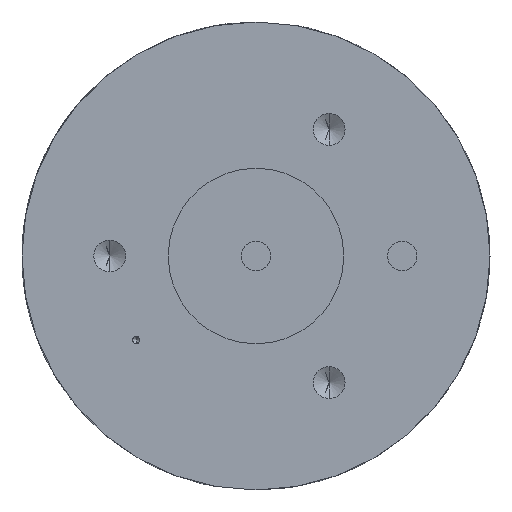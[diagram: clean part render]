
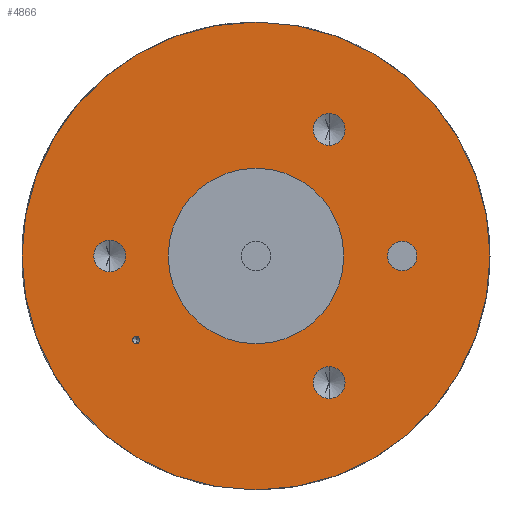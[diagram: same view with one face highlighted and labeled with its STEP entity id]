
A CAD part, front view. The second image highlights one B-rep face of the part: STEP entity #4866.
In plain terms, the highlighted planar face has unit normal (0, -1, 0).
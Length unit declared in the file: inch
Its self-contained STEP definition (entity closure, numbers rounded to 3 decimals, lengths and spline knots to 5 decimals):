
#87 = CIRCLE ( 'NONE', #5505, 1. ) ;
#183 = AXIS2_PLACEMENT_3D ( 'NONE', #2337, #6943, #3006 ) ;
#241 = CARTESIAN_POINT ( 'NONE',  ( -0.05401, -1.29943, 0.14411 ) ) ;
#315 = FACE_BOUND ( 'NONE', #3282, .T. ) ;
#322 = CARTESIAN_POINT ( 'NONE',  ( -0.05401, -1.29943, -0.23089 ) ) ;
#435 = DIRECTION ( 'NONE',  ( 0., 0., 1. ) ) ;
#503 = CARTESIAN_POINT ( 'NONE',  ( 0.57099, -1.29943, -0.23089 ) ) ;
#538 = ORIENTED_EDGE ( 'NONE', *, *, #6232, .F. ) ;
#585 = EDGE_LOOP ( 'NONE', ( #1828, #8117 ) ) ;
#689 = AXIS2_PLACEMENT_3D ( 'NONE', #4682, #711, #5333 ) ;
#711 = DIRECTION ( 'NONE',  ( 0., 1., 0. ) ) ;
#731 = AXIS2_PLACEMENT_3D ( 'NONE', #3800, #8389, #4476 ) ;
#909 = DIRECTION ( 'NONE',  ( 0., -1., 0. ) ) ;
#967 = VERTEX_POINT ( 'NONE', #2012 ) ;
#1068 = CARTESIAN_POINT ( 'NONE',  ( 0.25849, -1.29943, 0.37837 ) ) ;
#1071 = CARTESIAN_POINT ( 'NONE',  ( -0.05401, -1.29943, -0.23089 ) ) ;
#1075 = VERTEX_POINT ( 'NONE', #7318 ) ;
#1078 = AXIS2_PLACEMENT_3D ( 'NONE', #503, #5138, #1178 ) ;
#1121 = DIRECTION ( 'NONE',  ( 0., -1., 0. ) ) ;
#1169 = EDGE_LOOP ( 'NONE', ( #2158, #3872 ) ) ;
#1178 = DIRECTION ( 'NONE',  ( 0., 0., 1. ) ) ;
#1216 = VERTEX_POINT ( 'NONE', #7041 ) ;
#1345 = AXIS2_PLACEMENT_3D ( 'NONE', #2104, #6707, #2776 ) ;
#1473 = AXIS2_PLACEMENT_3D ( 'NONE', #3419, #7996, #4079 ) ;
#1551 = CIRCLE ( 'NONE', #7539, 0.01562 ) ;
#1668 = DIRECTION ( 'NONE',  ( 0., 0., 1. ) ) ;
#1683 = DIRECTION ( 'NONE',  ( 0., -1., 0. ) ) ;
#1684 = CARTESIAN_POINT ( 'NONE',  ( 0.57099, -1.29943, -0.16814 ) ) ;
#1742 = DIRECTION ( 'NONE',  ( 0., 0., 1. ) ) ;
#1753 = EDGE_CURVE ( 'NONE', #967, #7452, #4690, .T. ) ;
#1785 = CARTESIAN_POINT ( 'NONE',  ( -0.05401, -1.29943, -0.60589 ) ) ;
#1816 = CARTESIAN_POINT ( 'NONE',  ( 0.25849, -1.29943, -0.70416 ) ) ;
#1828 = ORIENTED_EDGE ( 'NONE', *, *, #7643, .F. ) ;
#1874 = FACE_BOUND ( 'NONE', #1169, .T. ) ;
#1946 = CARTESIAN_POINT ( 'NONE',  ( -0.67901, -1.29943, -0.23089 ) ) ;
#1952 = VERTEX_POINT ( 'NONE', #1785 ) ;
#1975 = CARTESIAN_POINT ( 'NONE',  ( -0.05401, -1.29943, -1.23089 ) ) ;
#2012 = CARTESIAN_POINT ( 'NONE',  ( 0.25849, -1.29943, -0.84016 ) ) ;
#2062 = EDGE_CURVE ( 'NONE', #3816, #8472, #2533, .T. ) ;
#2104 = CARTESIAN_POINT ( 'NONE',  ( -0.05401, -1.29943, -0.23089 ) ) ;
#2158 = ORIENTED_EDGE ( 'NONE', *, *, #5610, .T. ) ;
#2192 = VERTEX_POINT ( 'NONE', #5596 ) ;
#2337 = CARTESIAN_POINT ( 'NONE',  ( 0.25849, -1.29943, 0.31037 ) ) ;
#2378 = CIRCLE ( 'NONE', #1345, 0.375 ) ;
#2444 = VERTEX_POINT ( 'NONE', #7468 ) ;
#2485 = EDGE_CURVE ( 'NONE', #7193, #2444, #6533, .T. ) ;
#2533 = CIRCLE ( 'NONE', #689, 0.06275 ) ;
#2546 = CARTESIAN_POINT ( 'NONE',  ( -0.05401, -1.29943, -0.23089 ) ) ;
#2567 = CIRCLE ( 'NONE', #1473, 0.068 ) ;
#2600 = ORIENTED_EDGE ( 'NONE', *, *, #3337, .F. ) ;
#2608 = DIRECTION ( 'NONE',  ( 0., 0., -1. ) ) ;
#2683 = CIRCLE ( 'NONE', #1078, 0.06275 ) ;
#2776 = DIRECTION ( 'NONE',  ( 0., 0., 1. ) ) ;
#2897 = CIRCLE ( 'NONE', #7948, 0.068 ) ;
#3006 = DIRECTION ( 'NONE',  ( 0., 0., -1. ) ) ;
#3061 = CARTESIAN_POINT ( 'NONE',  ( -0.56598, -1.29943, -0.58938 ) ) ;
#3144 = VERTEX_POINT ( 'NONE', #6683 ) ;
#3202 = EDGE_LOOP ( 'NONE', ( #4591, #7186 ) ) ;
#3210 = DIRECTION ( 'NONE',  ( 0., 0., 1. ) ) ;
#3282 = EDGE_LOOP ( 'NONE', ( #5918, #4652 ) ) ;
#3337 = EDGE_CURVE ( 'NONE', #7452, #967, #4660, .T. ) ;
#3351 = AXIS2_PLACEMENT_3D ( 'NONE', #1071, #5686, #1742 ) ;
#3356 = VERTEX_POINT ( 'NONE', #241 ) ;
#3416 = CIRCLE ( 'NONE', #5922, 0.375 ) ;
#3419 = CARTESIAN_POINT ( 'NONE',  ( 0.25849, -1.29943, 0.31037 ) ) ;
#3639 = FACE_BOUND ( 'NONE', #4515, .T. ) ;
#3726 = DIRECTION ( 'NONE',  ( 0., 0., -1. ) ) ;
#3800 = CARTESIAN_POINT ( 'NONE',  ( -0.67901, -1.29943, -0.23089 ) ) ;
#3816 = VERTEX_POINT ( 'NONE', #8232 ) ;
#3828 = CARTESIAN_POINT ( 'NONE',  ( -0.67901, -1.29943, -0.29889 ) ) ;
#3830 = FACE_BOUND ( 'NONE', #6300, .T. ) ;
#3840 = EDGE_CURVE ( 'NONE', #2192, #1075, #5371, .T. ) ;
#3872 = ORIENTED_EDGE ( 'NONE', *, *, #5024, .T. ) ;
#3931 = CIRCLE ( 'NONE', #183, 0.068 ) ;
#4079 = DIRECTION ( 'NONE',  ( 0., 0., -1. ) ) ;
#4080 = AXIS2_PLACEMENT_3D ( 'NONE', #4880, #909, #5532 ) ;
#4102 = ORIENTED_EDGE ( 'NONE', *, *, #6323, .F. ) ;
#4321 = EDGE_CURVE ( 'NONE', #5719, #3144, #3931, .T. ) ;
#4415 = DIRECTION ( 'NONE',  ( 0., 1., 0. ) ) ;
#4421 = EDGE_CURVE ( 'NONE', #8472, #3816, #2683, .T. ) ;
#4453 = EDGE_LOOP ( 'NONE', ( #5954, #2600 ) ) ;
#4476 = DIRECTION ( 'NONE',  ( 0., 0., -1. ) ) ;
#4515 = EDGE_LOOP ( 'NONE', ( #4102, #538 ) ) ;
#4591 = ORIENTED_EDGE ( 'NONE', *, *, #2485, .F. ) ;
#4652 = ORIENTED_EDGE ( 'NONE', *, *, #4421, .T. ) ;
#4660 = CIRCLE ( 'NONE', #4080, 0.068 ) ;
#4682 = CARTESIAN_POINT ( 'NONE',  ( 0.57099, -1.29943, -0.23089 ) ) ;
#4690 = CIRCLE ( 'NONE', #7908, 0.068 ) ;
#4866 = ADVANCED_FACE ( 'NONE', ( #3830, #315, #5786, #7118, #5364, #3639, #1874 ), #4961, .F. ) ;
#4880 = CARTESIAN_POINT ( 'NONE',  ( 0.25849, -1.29943, -0.77216 ) ) ;
#4961 = PLANE ( 'NONE',  #5075 ) ;
#4974 = EDGE_CURVE ( 'NONE', #2444, #7193, #87, .T. ) ;
#5024 = EDGE_CURVE ( 'NONE', #3356, #1952, #3416, .T. ) ;
#5075 = AXIS2_PLACEMENT_3D ( 'NONE', #322, #5607, #1668 ) ;
#5088 = CARTESIAN_POINT ( 'NONE',  ( 0.25849, -1.29943, -0.77216 ) ) ;
#5138 = DIRECTION ( 'NONE',  ( 0., 1., 0. ) ) ;
#5333 = DIRECTION ( 'NONE',  ( 0., 0., 1. ) ) ;
#5364 = FACE_BOUND ( 'NONE', #585, .T. ) ;
#5371 = CIRCLE ( 'NONE', #5395, 0.01562 ) ;
#5395 = AXIS2_PLACEMENT_3D ( 'NONE', #5623, #1683, #6283 ) ;
#5505 = AXIS2_PLACEMENT_3D ( 'NONE', #8321, #4415, #435 ) ;
#5532 = DIRECTION ( 'NONE',  ( 0., 0., -1. ) ) ;
#5596 = CARTESIAN_POINT ( 'NONE',  ( -0.56598, -1.29943, -0.57375 ) ) ;
#5607 = DIRECTION ( 'NONE',  ( 0., 1., 0. ) ) ;
#5610 = EDGE_CURVE ( 'NONE', #1952, #3356, #2378, .T. ) ;
#5623 = CARTESIAN_POINT ( 'NONE',  ( -0.56598, -1.29943, -0.58938 ) ) ;
#5686 = DIRECTION ( 'NONE',  ( 0., 1., 0. ) ) ;
#5719 = VERTEX_POINT ( 'NONE', #1068 ) ;
#5737 = DIRECTION ( 'NONE',  ( 0., 0., -1. ) ) ;
#5786 = FACE_OUTER_BOUND ( 'NONE', #3202, .T. ) ;
#5824 = ORIENTED_EDGE ( 'NONE', *, *, #6162, .F. ) ;
#5918 = ORIENTED_EDGE ( 'NONE', *, *, #2062, .T. ) ;
#5922 = AXIS2_PLACEMENT_3D ( 'NONE', #2546, #7143, #3210 ) ;
#5954 = ORIENTED_EDGE ( 'NONE', *, *, #1753, .F. ) ;
#6162 = EDGE_CURVE ( 'NONE', #1075, #2192, #1551, .T. ) ;
#6232 = EDGE_CURVE ( 'NONE', #1216, #7101, #8133, .T. ) ;
#6283 = DIRECTION ( 'NONE',  ( 0., 0., -1. ) ) ;
#6300 = EDGE_LOOP ( 'NONE', ( #5824, #7647 ) ) ;
#6323 = EDGE_CURVE ( 'NONE', #7101, #1216, #2897, .T. ) ;
#6533 = CIRCLE ( 'NONE', #3351, 1. ) ;
#6547 = DIRECTION ( 'NONE',  ( 0., -1., 0. ) ) ;
#6683 = CARTESIAN_POINT ( 'NONE',  ( 0.25849, -1.29943, 0.24237 ) ) ;
#6707 = DIRECTION ( 'NONE',  ( 0., 1., 0. ) ) ;
#6943 = DIRECTION ( 'NONE',  ( 0., -1., 0. ) ) ;
#7041 = CARTESIAN_POINT ( 'NONE',  ( -0.67901, -1.29943, -0.16289 ) ) ;
#7101 = VERTEX_POINT ( 'NONE', #3828 ) ;
#7118 = FACE_BOUND ( 'NONE', #4453, .T. ) ;
#7143 = DIRECTION ( 'NONE',  ( 0., 1., 0. ) ) ;
#7186 = ORIENTED_EDGE ( 'NONE', *, *, #4974, .F. ) ;
#7193 = VERTEX_POINT ( 'NONE', #1975 ) ;
#7318 = CARTESIAN_POINT ( 'NONE',  ( -0.56598, -1.29943, -0.605 ) ) ;
#7452 = VERTEX_POINT ( 'NONE', #1816 ) ;
#7468 = CARTESIAN_POINT ( 'NONE',  ( -0.05401, -1.29943, 0.76911 ) ) ;
#7539 = AXIS2_PLACEMENT_3D ( 'NONE', #3061, #7650, #3726 ) ;
#7643 = EDGE_CURVE ( 'NONE', #3144, #5719, #2567, .T. ) ;
#7647 = ORIENTED_EDGE ( 'NONE', *, *, #3840, .F. ) ;
#7650 = DIRECTION ( 'NONE',  ( 0., -1., 0. ) ) ;
#7908 = AXIS2_PLACEMENT_3D ( 'NONE', #5088, #1121, #5737 ) ;
#7948 = AXIS2_PLACEMENT_3D ( 'NONE', #1946, #6547, #2608 ) ;
#7996 = DIRECTION ( 'NONE',  ( 0., -1., 0. ) ) ;
#8117 = ORIENTED_EDGE ( 'NONE', *, *, #4321, .F. ) ;
#8133 = CIRCLE ( 'NONE', #731, 0.068 ) ;
#8232 = CARTESIAN_POINT ( 'NONE',  ( 0.57099, -1.29943, -0.29364 ) ) ;
#8321 = CARTESIAN_POINT ( 'NONE',  ( -0.05401, -1.29943, -0.23089 ) ) ;
#8389 = DIRECTION ( 'NONE',  ( 0., -1., 0. ) ) ;
#8472 = VERTEX_POINT ( 'NONE', #1684 ) ;
